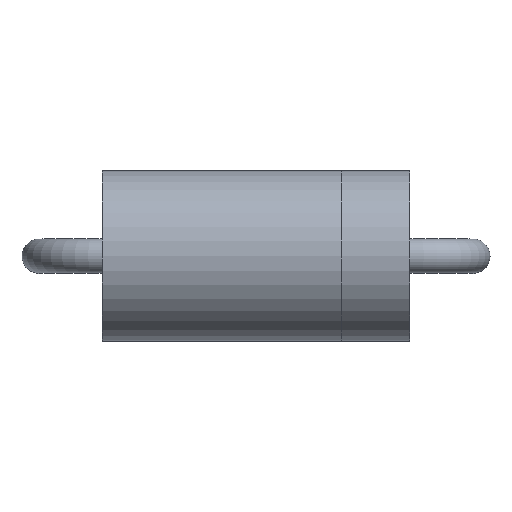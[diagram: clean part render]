
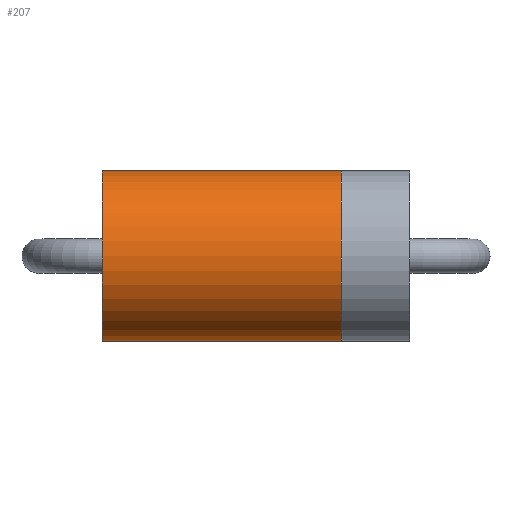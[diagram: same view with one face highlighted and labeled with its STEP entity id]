
A CAD part, top view. The second image highlights one B-rep face of the part: STEP entity #207.
In plain terms, the highlighted cylindrical face has radius 2.5 mm (diameter 5 mm), a full revolution.
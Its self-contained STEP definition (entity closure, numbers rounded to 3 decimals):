
#175 = EDGE_CURVE('',#176,#176,#178,.T.);
#176 = VERTEX_POINT('',#177);
#177 = CARTESIAN_POINT('',(8.85,0.,0.5));
#178 = SURFACE_CURVE('',#179,(#184,#196),.PCURVE_S1.);
#179 = CIRCLE('',#180,2.5);
#180 = AXIS2_PLACEMENT_3D('',#181,#182,#183);
#181 = CARTESIAN_POINT('',(8.85,0.,3.));
#182 = DIRECTION('',(-1.,-0.,0.));
#183 = DIRECTION('',(0.,0.,-1.));
#184 = PCURVE('',#185,#190);
#185 = PLANE('',#186);
#186 = AXIS2_PLACEMENT_3D('',#187,#188,#189);
#187 = CARTESIAN_POINT('',(8.85,0.,3.));
#188 = DIRECTION('',(-1.,0.,0.));
#189 = DIRECTION('',(-0.,0.,-1.));
#190 = DEFINITIONAL_REPRESENTATION('',(#191),#195);
#191 = CIRCLE('',#192,2.5);
#192 = AXIS2_PLACEMENT_2D('',#193,#194);
#193 = CARTESIAN_POINT('',(0.,0.));
#194 = DIRECTION('',(1.,-0.));
#195 = ( GEOMETRIC_REPRESENTATION_CONTEXT(2) 
PARAMETRIC_REPRESENTATION_CONTEXT() REPRESENTATION_CONTEXT('2D SPACE',''
  ) );
#196 = PCURVE('',#197,#202);
#197 = CYLINDRICAL_SURFACE('',#198,2.5);
#198 = AXIS2_PLACEMENT_3D('',#199,#200,#201);
#199 = CARTESIAN_POINT('',(8.85,0.,3.));
#200 = DIRECTION('',(-1.,0.,0.));
#201 = DIRECTION('',(0.,0.,-1.));
#202 = DEFINITIONAL_REPRESENTATION('',(#203),#206);
#203 = B_SPLINE_CURVE_WITH_KNOTS('',1,(#204,#205),.UNSPECIFIED.,.F.,.F.,
  (2,2),(0.,6.283),.PIECEWISE_BEZIER_KNOTS.);
#204 = CARTESIAN_POINT('',(0.,0.));
#205 = CARTESIAN_POINT('',(6.283,0.));
#206 = ( GEOMETRIC_REPRESENTATION_CONTEXT(2) 
PARAMETRIC_REPRESENTATION_CONTEXT() REPRESENTATION_CONTEXT('2D SPACE',''
  ) );
#207 = ADVANCED_FACE('',(#208),#197,.T.);
#208 = FACE_BOUND('',#209,.T.);
#209 = EDGE_LOOP('',(#210,#211,#232,#258));
#210 = ORIENTED_EDGE('',*,*,#175,.T.);
#211 = ORIENTED_EDGE('',*,*,#212,.T.);
#212 = EDGE_CURVE('',#176,#213,#215,.T.);
#213 = VERTEX_POINT('',#214);
#214 = CARTESIAN_POINT('',(1.85,0.,0.5));
#215 = SEAM_CURVE('',#216,(#220,#226),.PCURVE_S1.);
#216 = LINE('',#217,#218);
#217 = CARTESIAN_POINT('',(8.85,0.,0.5));
#218 = VECTOR('',#219,1.);
#219 = DIRECTION('',(-1.,0.,0.));
#220 = PCURVE('',#197,#221);
#221 = DEFINITIONAL_REPRESENTATION('',(#222),#225);
#222 = B_SPLINE_CURVE_WITH_KNOTS('',1,(#223,#224),.UNSPECIFIED.,.F.,.F.,
  (2,2),(0.,7.),.PIECEWISE_BEZIER_KNOTS.);
#223 = CARTESIAN_POINT('',(0.,0.));
#224 = CARTESIAN_POINT('',(0.,7.));
#225 = ( GEOMETRIC_REPRESENTATION_CONTEXT(2) 
PARAMETRIC_REPRESENTATION_CONTEXT() REPRESENTATION_CONTEXT('2D SPACE',''
  ) );
#226 = PCURVE('',#197,#227);
#227 = DEFINITIONAL_REPRESENTATION('',(#228),#231);
#228 = B_SPLINE_CURVE_WITH_KNOTS('',1,(#229,#230),.UNSPECIFIED.,.F.,.F.,
  (2,2),(0.,7.),.PIECEWISE_BEZIER_KNOTS.);
#229 = CARTESIAN_POINT('',(6.283,0.));
#230 = CARTESIAN_POINT('',(6.283,7.));
#231 = ( GEOMETRIC_REPRESENTATION_CONTEXT(2) 
PARAMETRIC_REPRESENTATION_CONTEXT() REPRESENTATION_CONTEXT('2D SPACE',''
  ) );
#232 = ORIENTED_EDGE('',*,*,#233,.F.);
#233 = EDGE_CURVE('',#213,#213,#234,.T.);
#234 = SURFACE_CURVE('',#235,(#240,#246),.PCURVE_S1.);
#235 = CIRCLE('',#236,2.5);
#236 = AXIS2_PLACEMENT_3D('',#237,#238,#239);
#237 = CARTESIAN_POINT('',(1.85,0.,3.));
#238 = DIRECTION('',(-1.,-0.,0.));
#239 = DIRECTION('',(0.,0.,-1.));
#240 = PCURVE('',#197,#241);
#241 = DEFINITIONAL_REPRESENTATION('',(#242),#245);
#242 = B_SPLINE_CURVE_WITH_KNOTS('',1,(#243,#244),.UNSPECIFIED.,.F.,.F.,
  (2,2),(0.,6.283),.PIECEWISE_BEZIER_KNOTS.);
#243 = CARTESIAN_POINT('',(0.,7.));
#244 = CARTESIAN_POINT('',(6.283,7.));
#245 = ( GEOMETRIC_REPRESENTATION_CONTEXT(2) 
PARAMETRIC_REPRESENTATION_CONTEXT() REPRESENTATION_CONTEXT('2D SPACE',''
  ) );
#246 = PCURVE('',#247,#252);
#247 = PLANE('',#248);
#248 = AXIS2_PLACEMENT_3D('',#249,#250,#251);
#249 = CARTESIAN_POINT('',(1.85,0.,3.));
#250 = DIRECTION('',(-1.,0.,0.));
#251 = DIRECTION('',(0.,0.,-1.));
#252 = DEFINITIONAL_REPRESENTATION('',(#253),#257);
#253 = CIRCLE('',#254,2.5);
#254 = AXIS2_PLACEMENT_2D('',#255,#256);
#255 = CARTESIAN_POINT('',(0.,0.));
#256 = DIRECTION('',(1.,0.));
#257 = ( GEOMETRIC_REPRESENTATION_CONTEXT(2) 
PARAMETRIC_REPRESENTATION_CONTEXT() REPRESENTATION_CONTEXT('2D SPACE',''
  ) );
#258 = ORIENTED_EDGE('',*,*,#212,.F.);
